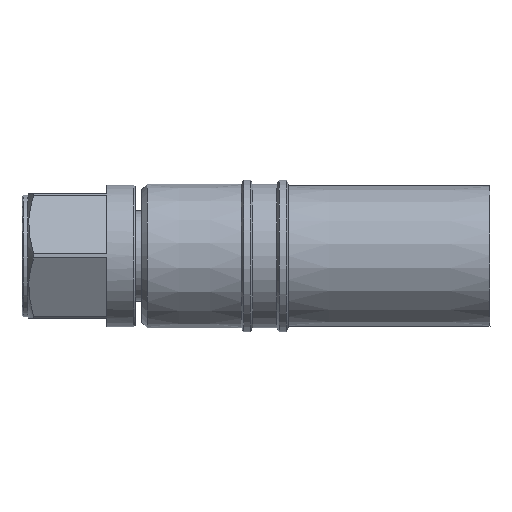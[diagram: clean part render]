
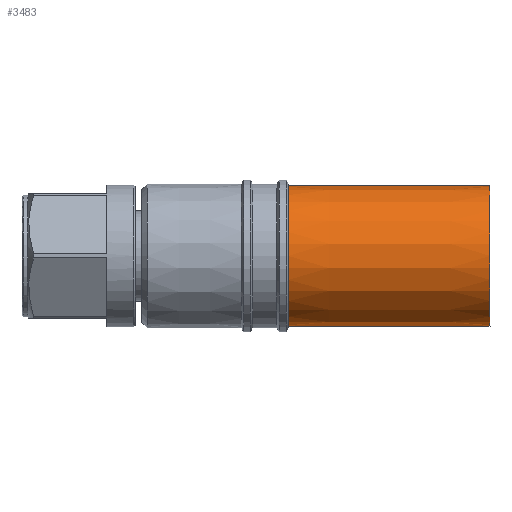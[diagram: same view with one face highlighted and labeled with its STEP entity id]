
A CAD part, top view. The second image highlights one B-rep face of the part: STEP entity #3483.
In plain terms, the highlighted conical face has half-angle 0 degrees and reference radius 6.2 mm.
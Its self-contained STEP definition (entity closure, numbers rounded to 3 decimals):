
#332 = VERTEX_POINT ( 'NONE', #3704 ) ;
#412 = CIRCLE ( 'NONE', #2032, 6.2 ) ;
#433 = ORIENTED_EDGE ( 'NONE', *, *, #3061, .F. ) ;
#572 = CARTESIAN_POINT ( 'NONE',  ( 23.502, 0., 0. ) ) ;
#912 = VECTOR ( 'NONE', #4731, 1000. ) ;
#1077 = ORIENTED_EDGE ( 'NONE', *, *, #4672, .T. ) ;
#1172 = CONICAL_SURFACE ( 'NONE', #5115, 6.2, 0. ) ;
#1311 = LINE ( 'NONE', #2594, #912 ) ;
#1391 = DIRECTION ( 'NONE',  ( 0., 1., 0. ) ) ;
#1572 = VERTEX_POINT ( 'NONE', #3210 ) ;
#1688 = EDGE_LOOP ( 'NONE', ( #433, #1077, #4744, #4580 ) ) ;
#1897 = CARTESIAN_POINT ( 'NONE',  ( 23.501, -6.2, 0. ) ) ;
#1955 = DIRECTION ( 'NONE',  ( -1., 0., 0. ) ) ;
#2032 = AXIS2_PLACEMENT_3D ( 'NONE', #2599, #3816, #5520 ) ;
#2179 = DIRECTION ( 'NONE',  ( -1., 0., 0. ) ) ;
#2463 = CARTESIAN_POINT ( 'NONE',  ( 23.502, -6.2, 0. ) ) ;
#2594 = CARTESIAN_POINT ( 'NONE',  ( 23.501, 6.2, 0. ) ) ;
#2598 = CARTESIAN_POINT ( 'NONE',  ( 23.501, 0., 0. ) ) ;
#2599 = CARTESIAN_POINT ( 'NONE',  ( 41.301, 0., 0. ) ) ;
#2900 = VERTEX_POINT ( 'NONE', #2463 ) ;
#3061 = EDGE_CURVE ( 'NONE', #332, #1572, #412, .T. ) ;
#3210 = CARTESIAN_POINT ( 'NONE',  ( 41.301, -6.2, 0. ) ) ;
#3272 = LINE ( 'NONE', #1897, #3324 ) ;
#3324 = VECTOR ( 'NONE', #1955, 1000. ) ;
#3483 = ADVANCED_FACE ( 'NONE', ( #4331 ), #1172, .T. ) ;
#3569 = EDGE_CURVE ( 'NONE', #2900, #5385, #5370, .T. ) ;
#3704 = CARTESIAN_POINT ( 'NONE',  ( 41.301, 6.2, 0. ) ) ;
#3816 = DIRECTION ( 'NONE',  ( 1., 0., 0. ) ) ;
#3940 = AXIS2_PLACEMENT_3D ( 'NONE', #572, #4782, #1391 ) ;
#4305 = DIRECTION ( 'NONE',  ( 0., -1., 0. ) ) ;
#4331 = FACE_OUTER_BOUND ( 'NONE', #1688, .T. ) ;
#4378 = EDGE_CURVE ( 'NONE', #1572, #2900, #3272, .T. ) ;
#4580 = ORIENTED_EDGE ( 'NONE', *, *, #4378, .F. ) ;
#4672 = EDGE_CURVE ( 'NONE', #332, #5385, #1311, .T. ) ;
#4731 = DIRECTION ( 'NONE',  ( -1., 0., 0. ) ) ;
#4744 = ORIENTED_EDGE ( 'NONE', *, *, #3569, .F. ) ;
#4782 = DIRECTION ( 'NONE',  ( -1., 0., 0. ) ) ;
#5115 = AXIS2_PLACEMENT_3D ( 'NONE', #2598, #2179, #4305 ) ;
#5289 = CARTESIAN_POINT ( 'NONE',  ( 23.502, 6.2, 0. ) ) ;
#5370 = CIRCLE ( 'NONE', #3940, 6.2 ) ;
#5385 = VERTEX_POINT ( 'NONE', #5289 ) ;
#5520 = DIRECTION ( 'NONE',  ( 0., 1., 0. ) ) ;
